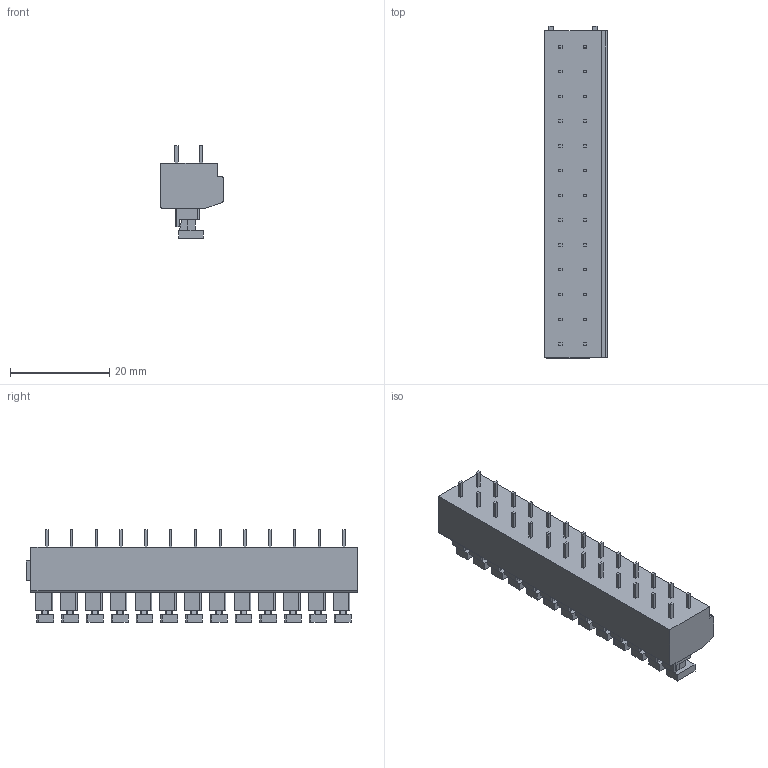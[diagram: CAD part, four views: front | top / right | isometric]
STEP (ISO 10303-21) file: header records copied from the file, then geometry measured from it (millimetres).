
FILE_DESCRIPTION((''),'2;1');
FILE_NAME('TLM-201R','2024-10-09T10:29:31',('tluser'),(''),'CREO PARAMETRIC BY PTC INC, 2018100','CREO PARAMETRIC BY PTC INC, 2018100','');
FILE_SCHEMA(('CONFIG_CONTROL_DESIGN'));
Length unit declared in the file: millimetre
Products named in the file (1): TLM-201R
Bounding box: 12.6 x 67 x 18.7 mm (x, y, z)
Volume: 7781.4 mm3; surface area: 5273.5 mm2
Topology: 1 solids, 1 shells, 646 faces, 1640 edges, 1076 vertices
Faces by surface type: plane 539, cylinder 81, cone 26
Entity records: 19428 total; most frequent: CARTESIAN_POINT 3752, ORIENTED_EDGE 3280, DIRECTION 3042, EDGE_CURVE 1640, VECTOR 1374, LINE 1374, VERTEX_POINT 1076, AXIS2_PLACEMENT_3D 834
